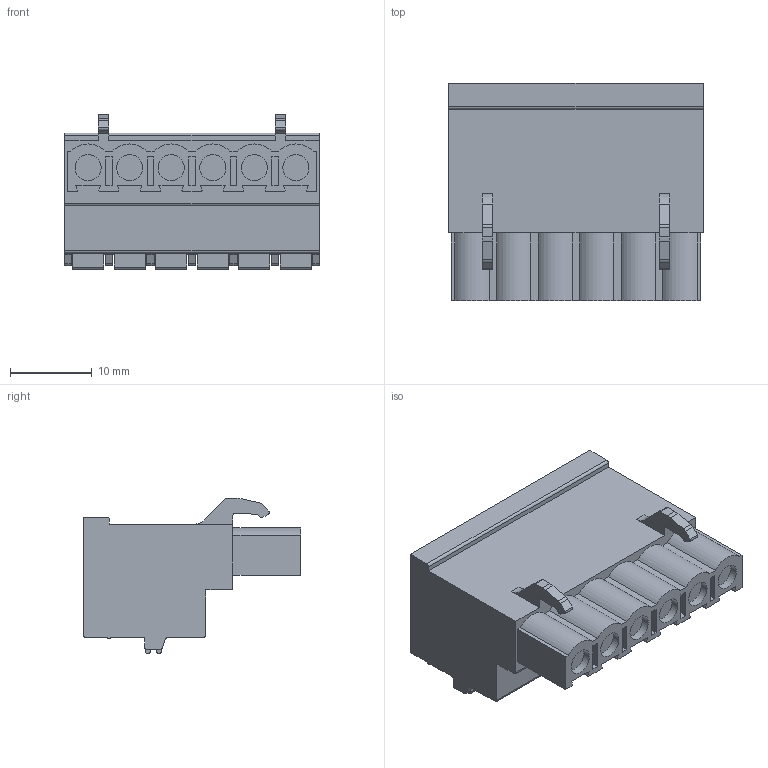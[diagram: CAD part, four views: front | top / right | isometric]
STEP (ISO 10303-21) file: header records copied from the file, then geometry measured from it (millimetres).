
FILE_DESCRIPTION((''),'2;1');
FILE_NAME('3333','2024-09-27T14:20:44',('tluser'),(''),'CREO PARAMETRIC BY PTC INC, 2018100','CREO PARAMETRIC BY PTC INC, 2018100','');
FILE_SCHEMA(('CONFIG_CONTROL_DESIGN'));
Length unit declared in the file: millimetre
Products named in the file (1): 3333
Bounding box: 31.1 x 26.6 x 19.01 mm (x, y, z)
Volume: 8475.6 mm3; surface area: 3909.8 mm2
Topology: 1 solids, 1 shells, 369 faces, 966 edges, 644 vertices
Faces by surface type: plane 244, cylinder 125
Entity records: 11388 total; most frequent: CARTESIAN_POINT 1979, DIRECTION 1954, ORIENTED_EDGE 1932, EDGE_CURVE 966, VECTOR 716, LINE 716, VERTEX_POINT 644, AXIS2_PLACEMENT_3D 619
